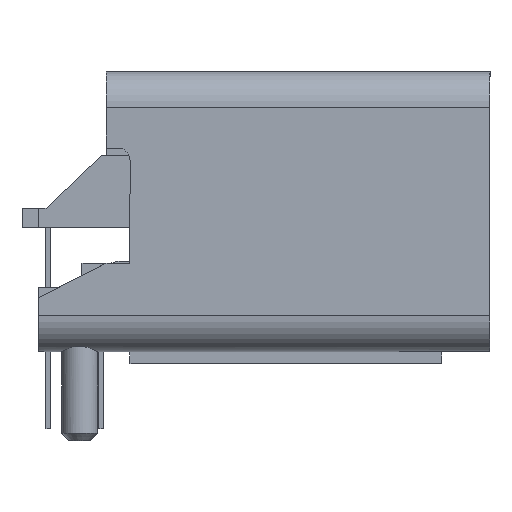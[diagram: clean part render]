
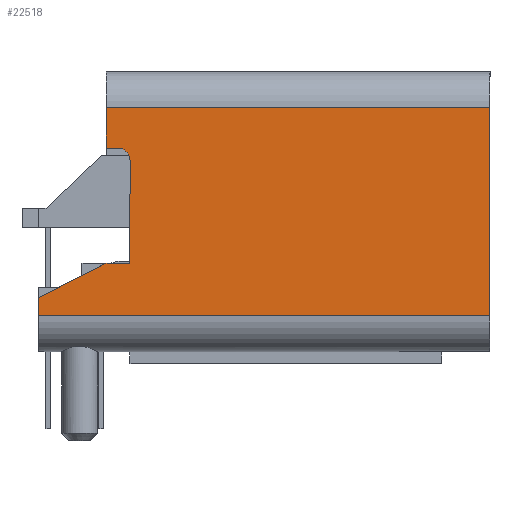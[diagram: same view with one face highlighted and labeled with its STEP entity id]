
A CAD part, left-side view. The second image highlights one B-rep face of the part: STEP entity #22518.
In plain terms, the highlighted planar face has unit normal (-1, 0, 0).
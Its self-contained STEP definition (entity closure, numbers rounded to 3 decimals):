
#1555 = VECTOR ( 'NONE', #12600, 1000. ) ;
#1634 = CARTESIAN_POINT ( 'NONE',  ( -17.315, 6.25, 2.64 ) ) ;
#1635 = VERTEX_POINT ( 'NONE', #29205 ) ;
#1737 = DIRECTION ( 'NONE',  ( 0., 1., 0. ) ) ;
#2262 = CARTESIAN_POINT ( 'NONE',  ( -17.315, -9.75, 4.34 ) ) ;
#5294 = ORIENTED_EDGE ( 'NONE', *, *, #22652, .T. ) ;
#5777 = EDGE_CURVE ( 'NONE', #36742, #15887, #14670, .T. ) ;
#6690 = VECTOR ( 'NONE', #29745, 1000. ) ;
#6866 = VERTEX_POINT ( 'NONE', #29058 ) ;
#7230 = CARTESIAN_POINT ( 'NONE',  ( -17.315, -9.75, 4.34 ) ) ;
#7466 = CARTESIAN_POINT ( 'NONE',  ( -17.315, -9.75, 4.34 ) ) ;
#7794 = AXIS2_PLACEMENT_3D ( 'NONE', #32076, #12049, #9617 ) ;
#8140 = CARTESIAN_POINT ( 'NONE',  ( -17.315, 9.05, -3.59 ) ) ;
#8501 = ORIENTED_EDGE ( 'NONE', *, *, #20214, .T. ) ;
#8831 = CARTESIAN_POINT ( 'NONE',  ( -17.315, 6.25, 2.64 ) ) ;
#9617 = DIRECTION ( 'NONE',  ( 0., 0., 1. ) ) ;
#9769 = EDGE_CURVE ( 'NONE', #10932, #24909, #19135, .T. ) ;
#10087 = CARTESIAN_POINT ( 'NONE',  ( -17.315, 6.25, 5.84 ) ) ;
#10569 = CARTESIAN_POINT ( 'NONE',  ( -17.315, 6.25, -2.16 ) ) ;
#10873 = ORIENTED_EDGE ( 'NONE', *, *, #9769, .T. ) ;
#10932 = VERTEX_POINT ( 'NONE', #24496 ) ;
#11019 = VECTOR ( 'NONE', #35122, 1000. ) ;
#11497 = EDGE_LOOP ( 'NONE', ( #5294, #31658, #11545, #26226, #16785, #35679, #8501, #27729, #10873, #11962 ) ) ;
#11515 = DIRECTION ( 'NONE',  ( 0., 0., -1. ) ) ;
#11545 = ORIENTED_EDGE ( 'NONE', *, *, #18850, .T. ) ;
#11962 = ORIENTED_EDGE ( 'NONE', *, *, #23375, .T. ) ;
#12049 = DIRECTION ( 'NONE',  ( 1., 0., 0. ) ) ;
#12600 = DIRECTION ( 'NONE',  ( 0., 0.891, -0.455 ) ) ;
#12699 = LINE ( 'NONE', #14765, #11019 ) ;
#12701 = LINE ( 'NONE', #10087, #6690 ) ;
#13388 = LINE ( 'NONE', #18682, #31556 ) ;
#14670 = LINE ( 'NONE', #32258, #1555 ) ;
#14765 = CARTESIAN_POINT ( 'NONE',  ( -17.315, 5.25, 2.14 ) ) ;
#15201 = CARTESIAN_POINT ( 'NONE',  ( -17.315, 5.25, 2.14 ) ) ;
#15325 = VERTEX_POINT ( 'NONE', #22807 ) ;
#15778 = LINE ( 'NONE', #1634, #29787 ) ;
#15887 = VERTEX_POINT ( 'NONE', #8140 ) ;
#16332 = VECTOR ( 'NONE', #1737, 1000. ) ;
#16370 = VECTOR ( 'NONE', #24777, 1000. ) ;
#16785 = ORIENTED_EDGE ( 'NONE', *, *, #25924, .F. ) ;
#16977 = LINE ( 'NONE', #2262, #24545 ) ;
#18436 = DIRECTION ( 'NONE',  ( 0., 1., 0. ) ) ;
#18682 = CARTESIAN_POINT ( 'NONE',  ( -17.315, 9.05, 4.34 ) ) ;
#18693 = LINE ( 'NONE', #7466, #32983 ) ;
#18850 = EDGE_CURVE ( 'NONE', #15887, #33551, #13388, .T. ) ;
#19135 = CIRCLE ( 'NONE', #7794, 0.5 ) ;
#20214 = EDGE_CURVE ( 'NONE', #15325, #34503, #12701, .T. ) ;
#21718 = CARTESIAN_POINT ( 'NONE',  ( -17.315, 5.25, -2.16 ) ) ;
#22518 = ADVANCED_FACE ( 'NONE', ( #32993 ), #27403, .F. ) ;
#22652 = EDGE_CURVE ( 'NONE', #35141, #36742, #24320, .T. ) ;
#22739 = DIRECTION ( 'NONE',  ( 0., 0., -1. ) ) ;
#22807 = CARTESIAN_POINT ( 'NONE',  ( -17.315, 6.25, 4.34 ) ) ;
#23375 = EDGE_CURVE ( 'NONE', #24909, #35141, #12699, .T. ) ;
#24320 = LINE ( 'NONE', #21718, #16332 ) ;
#24496 = CARTESIAN_POINT ( 'NONE',  ( -17.315, 5.75, 2.64 ) ) ;
#24545 = VECTOR ( 'NONE', #11515, 1000. ) ;
#24777 = DIRECTION ( 'NONE',  ( 0., 1., 0. ) ) ;
#24909 = VERTEX_POINT ( 'NONE', #15201 ) ;
#25034 = DIRECTION ( 'NONE',  ( 0., 1., 0. ) ) ;
#25924 = EDGE_CURVE ( 'NONE', #6866, #1635, #16977, .T. ) ;
#26226 = ORIENTED_EDGE ( 'NONE', *, *, #32440, .F. ) ;
#27403 = PLANE ( 'NONE',  #34179 ) ;
#27729 = ORIENTED_EDGE ( 'NONE', *, *, #35938, .T. ) ;
#27968 = CARTESIAN_POINT ( 'NONE',  ( -17.315, -9.75, -4.34 ) ) ;
#29058 = CARTESIAN_POINT ( 'NONE',  ( -17.315, -9.75, 4.34 ) ) ;
#29205 = CARTESIAN_POINT ( 'NONE',  ( -17.315, -9.75, -4.34 ) ) ;
#29745 = DIRECTION ( 'NONE',  ( 0., 0., -1. ) ) ;
#29787 = VECTOR ( 'NONE', #32246, 1000. ) ;
#30025 = LINE ( 'NONE', #27968, #16370 ) ;
#31074 = EDGE_CURVE ( 'NONE', #6866, #15325, #18693, .T. ) ;
#31556 = VECTOR ( 'NONE', #22739, 1000. ) ;
#31658 = ORIENTED_EDGE ( 'NONE', *, *, #5777, .T. ) ;
#32076 = CARTESIAN_POINT ( 'NONE',  ( -17.315, 5.75, 2.14 ) ) ;
#32246 = DIRECTION ( 'NONE',  ( 0., -1., 0. ) ) ;
#32258 = CARTESIAN_POINT ( 'NONE',  ( -17.315, 6.25, -2.16 ) ) ;
#32440 = EDGE_CURVE ( 'NONE', #1635, #33551, #30025, .T. ) ;
#32627 = DIRECTION ( 'NONE',  ( 1., 0., 0. ) ) ;
#32983 = VECTOR ( 'NONE', #25034, 1000. ) ;
#32993 = FACE_OUTER_BOUND ( 'NONE', #11497, .T. ) ;
#33455 = CARTESIAN_POINT ( 'NONE',  ( -17.315, 9.05, -4.34 ) ) ;
#33551 = VERTEX_POINT ( 'NONE', #33455 ) ;
#34179 = AXIS2_PLACEMENT_3D ( 'NONE', #7230, #32627, #18436 ) ;
#34503 = VERTEX_POINT ( 'NONE', #8831 ) ;
#35122 = DIRECTION ( 'NONE',  ( 0., 0., -1. ) ) ;
#35141 = VERTEX_POINT ( 'NONE', #35509 ) ;
#35509 = CARTESIAN_POINT ( 'NONE',  ( -17.315, 5.25, -2.16 ) ) ;
#35679 = ORIENTED_EDGE ( 'NONE', *, *, #31074, .T. ) ;
#35938 = EDGE_CURVE ( 'NONE', #34503, #10932, #15778, .T. ) ;
#36742 = VERTEX_POINT ( 'NONE', #10569 ) ;
